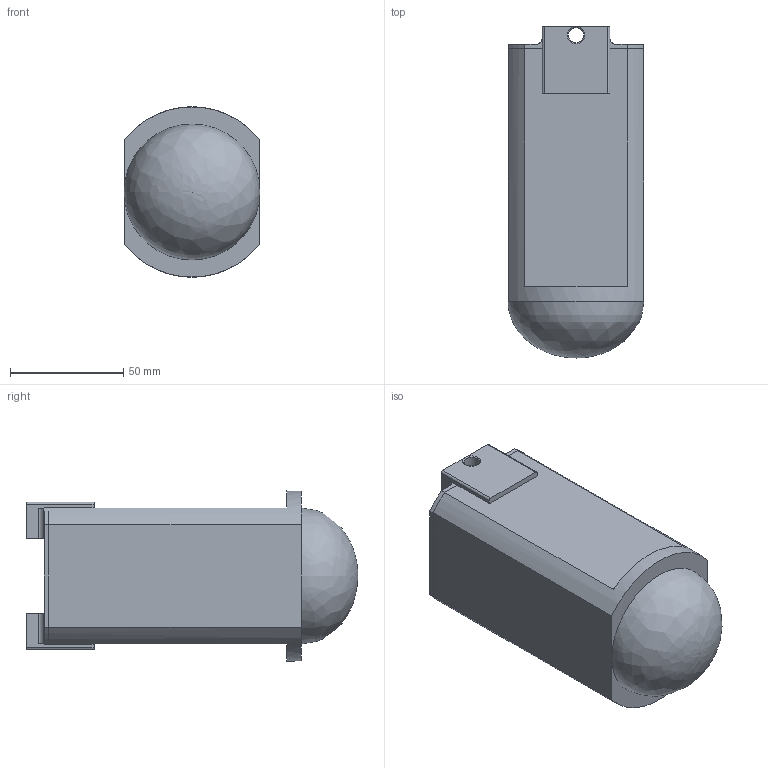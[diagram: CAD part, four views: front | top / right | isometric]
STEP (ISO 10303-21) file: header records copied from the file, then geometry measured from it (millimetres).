
FILE_DESCRIPTION(/* description */ (''),/* implementation_level */ '2;1');
FILE_NAME(/* name */ 'InnerSquareHolder v17.step',/* time_stamp */ '2023-09-28T22:44:51-04:00',/* author */ (''),/* organization */ (''),/* preprocessor_version */ 'ST-DEVELOPER v20',/* originating_system */ 'Autodesk Translation Framework v12.14.0.127',/* authorisation */ '');
FILE_SCHEMA (('AUTOMOTIVE_DESIGN { 1 0 10303 214 3 1 1 }'));
Length unit declared in the file: millimetre
Products named in the file (1): InnerSquareHolder
Bounding box: 60 x 146.5 x 75.2 mm (x, y, z)
Volume: 129941.5 mm3; surface area: 85905.5 mm2
Topology: 2 solids, 2 shells, 79 faces, 206 edges, 133 vertices
Faces by surface type: plane 46, cylinder 28, torus 4, bspline 1
Full cylindrical faces by diameter (mm): 6.85 x2
Entity records: 2481 total; most frequent: CARTESIAN_POINT 444, DIRECTION 428, ORIENTED_EDGE 410, EDGE_CURVE 205, AXIS2_PLACEMENT_3D 144, LINE 140, VECTOR 140, VERTEX_POINT 133
